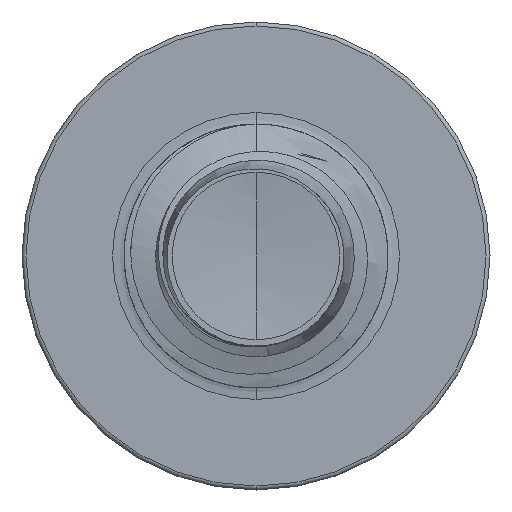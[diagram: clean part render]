
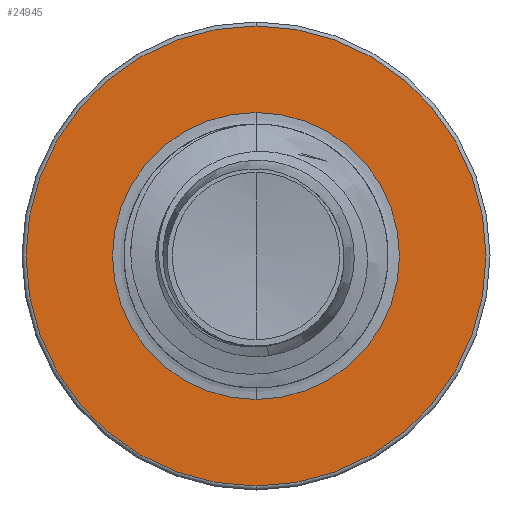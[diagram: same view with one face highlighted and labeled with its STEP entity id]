
A CAD part, front view. The second image highlights one B-rep face of the part: STEP entity #24945.
In plain terms, the highlighted planar face has unit normal (0, -1, 0).
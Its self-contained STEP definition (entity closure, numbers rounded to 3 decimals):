
#1874 = DIRECTION ( 'NONE',  ( 0., 0., 1. ) ) ;
#3062 = ORIENTED_EDGE ( 'NONE', *, *, #21782, .T. ) ;
#6405 = VERTEX_POINT ( 'NONE', #16002 ) ;
#7141 = VERTEX_POINT ( 'NONE', #25605 ) ;
#7801 = CARTESIAN_POINT ( 'NONE',  ( 0., 9., 1.917 ) ) ;
#7868 = FACE_BOUND ( 'NONE', #10857, .T. ) ;
#8671 = CIRCLE ( 'NONE', #11300, 1.196 ) ;
#8942 = AXIS2_PLACEMENT_3D ( 'NONE', #25200, #11194, #27434 ) ;
#9317 = PLANE ( 'NONE',  #19428 ) ;
#10857 = EDGE_LOOP ( 'NONE', ( #17358, #3062 ) ) ;
#10869 = AXIS2_PLACEMENT_3D ( 'NONE', #13411, #29525, #15869 ) ;
#11194 = DIRECTION ( 'NONE',  ( 0., 1., 0. ) ) ;
#11300 = AXIS2_PLACEMENT_3D ( 'NONE', #28344, #14650, #30746 ) ;
#12172 = CARTESIAN_POINT ( 'NONE',  ( 0., 9., -1.196 ) ) ;
#12457 = EDGE_CURVE ( 'NONE', #23860, #26919, #14243, .T. ) ;
#13411 = CARTESIAN_POINT ( 'NONE',  ( 0., 9., 0. ) ) ;
#13635 = DIRECTION ( 'NONE',  ( 0., 1., 0. ) ) ;
#14243 = CIRCLE ( 'NONE', #8942, 1.917 ) ;
#14650 = DIRECTION ( 'NONE',  ( 0., 1., 0. ) ) ;
#15869 = DIRECTION ( 'NONE',  ( 0., 0., 1. ) ) ;
#16002 = CARTESIAN_POINT ( 'NONE',  ( 0., 9., 1.196 ) ) ;
#17057 = DIRECTION ( 'NONE',  ( 0., 1., 0. ) ) ;
#17183 = CIRCLE ( 'NONE', #10869, 1.196 ) ;
#17358 = ORIENTED_EDGE ( 'NONE', *, *, #24931, .T. ) ;
#19003 = AXIS2_PLACEMENT_3D ( 'NONE', #27352, #13635, #29731 ) ;
#19428 = AXIS2_PLACEMENT_3D ( 'NONE', #12172, #17057, #1874 ) ;
#21782 = EDGE_CURVE ( 'NONE', #7141, #6405, #17183, .T. ) ;
#21950 = EDGE_CURVE ( 'NONE', #26919, #23860, #28527, .T. ) ;
#23860 = VERTEX_POINT ( 'NONE', #7801 ) ;
#24931 = EDGE_CURVE ( 'NONE', #6405, #7141, #8671, .T. ) ;
#24945 = ADVANCED_FACE ( 'NONE', ( #26699, #7868 ), #9317, .F. ) ;
#25200 = CARTESIAN_POINT ( 'NONE',  ( 0., 9., 0. ) ) ;
#25293 = ORIENTED_EDGE ( 'NONE', *, *, #12457, .F. ) ;
#25605 = CARTESIAN_POINT ( 'NONE',  ( 0., 9., -1.196 ) ) ;
#25876 = ORIENTED_EDGE ( 'NONE', *, *, #21950, .F. ) ;
#26548 = EDGE_LOOP ( 'NONE', ( #25293, #25876 ) ) ;
#26699 = FACE_OUTER_BOUND ( 'NONE', #26548, .T. ) ;
#26919 = VERTEX_POINT ( 'NONE', #28509 ) ;
#27352 = CARTESIAN_POINT ( 'NONE',  ( 0., 9., 0. ) ) ;
#27434 = DIRECTION ( 'NONE',  ( 0., 0., 1. ) ) ;
#28344 = CARTESIAN_POINT ( 'NONE',  ( 0., 9., 0. ) ) ;
#28509 = CARTESIAN_POINT ( 'NONE',  ( 0., 9., -1.917 ) ) ;
#28527 = CIRCLE ( 'NONE', #19003, 1.917 ) ;
#29525 = DIRECTION ( 'NONE',  ( 0., 1., 0. ) ) ;
#29731 = DIRECTION ( 'NONE',  ( 0., 0., 1. ) ) ;
#30746 = DIRECTION ( 'NONE',  ( 0., 0., 1. ) ) ;
